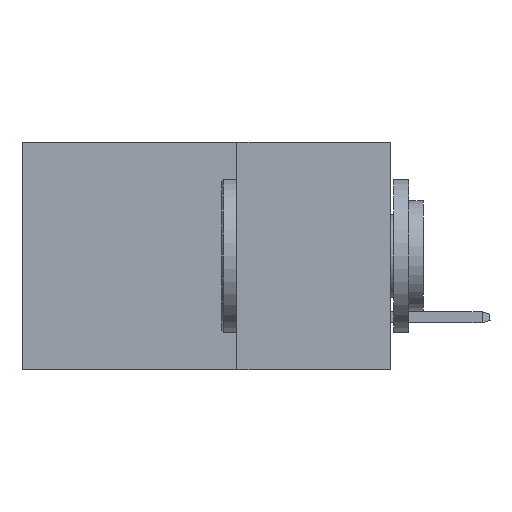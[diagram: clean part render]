
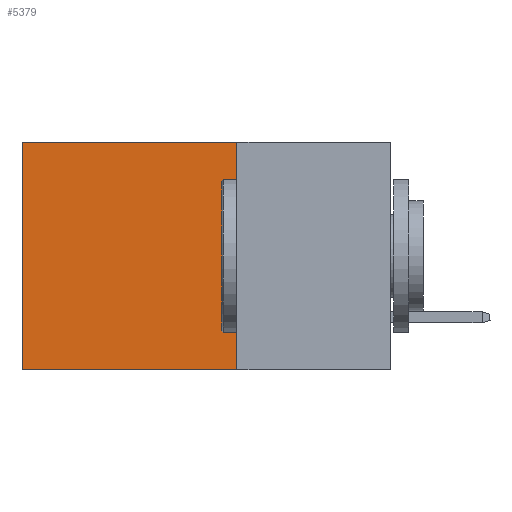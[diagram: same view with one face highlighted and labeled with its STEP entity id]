
A CAD part, left-side view. The second image highlights one B-rep face of the part: STEP entity #5379.
In plain terms, the highlighted planar face has unit normal (-1, 0, 0).
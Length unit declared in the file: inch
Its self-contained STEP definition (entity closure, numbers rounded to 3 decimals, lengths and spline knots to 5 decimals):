
#1405 = CARTESIAN_POINT ( 'NONE',  ( 0.2875, 0.25, 0. ) ) ;
#1452 = FACE_OUTER_BOUND ( 'NONE', #22489, .T. ) ;
#1563 = DIRECTION ( 'NONE',  ( 0., 1., 0. ) ) ;
#2095 = CARTESIAN_POINT ( 'NONE',  ( 0.2875, 0.25, 0. ) ) ;
#2182 = DIRECTION ( 'NONE',  ( 1., 0., 0. ) ) ;
#3788 = CARTESIAN_POINT ( 'NONE',  ( 0.2875, 0.25, -0.37 ) ) ;
#3921 = LINE ( 'NONE', #23432, #15425 ) ;
#4003 = VECTOR ( 'NONE', #18413, 39.37008 ) ;
#4638 = CARTESIAN_POINT ( 'NONE',  ( 0.2875, 0.25, -0.37 ) ) ;
#5003 = CARTESIAN_POINT ( 'NONE',  ( 0.2875, 0.6, 0. ) ) ;
#5379 = ADVANCED_FACE ( 'NONE', ( #1452 ), #23472, .F. ) ;
#6899 = VERTEX_POINT ( 'NONE', #7231 ) ;
#7231 = CARTESIAN_POINT ( 'NONE',  ( 0.2875, 0.6, -0.37 ) ) ;
#8154 = EDGE_CURVE ( 'NONE', #16421, #6899, #15707, .T. ) ;
#10725 = DIRECTION ( 'NONE',  ( 0., 0., -1. ) ) ;
#11282 = CARTESIAN_POINT ( 'NONE',  ( 0.2875, 0.6, 0. ) ) ;
#11852 = ORIENTED_EDGE ( 'NONE', *, *, #17555, .F. ) ;
#13468 = ORIENTED_EDGE ( 'NONE', *, *, #19557, .T. ) ;
#14657 = ORIENTED_EDGE ( 'NONE', *, *, #14904, .F. ) ;
#14904 = EDGE_CURVE ( 'NONE', #23781, #19774, #3921, .T. ) ;
#15425 = VECTOR ( 'NONE', #10725, 39.37008 ) ;
#15707 = LINE ( 'NONE', #11282, #19076 ) ;
#16421 = VERTEX_POINT ( 'NONE', #5003 ) ;
#17555 = EDGE_CURVE ( 'NONE', #19774, #6899, #21613, .T. ) ;
#18413 = DIRECTION ( 'NONE',  ( 0., 1., 0. ) ) ;
#19076 = VECTOR ( 'NONE', #26175, 39.37008 ) ;
#19557 = EDGE_CURVE ( 'NONE', #23781, #16421, #21526, .T. ) ;
#19774 = VERTEX_POINT ( 'NONE', #4638 ) ;
#21526 = LINE ( 'NONE', #1405, #4003 ) ;
#21613 = LINE ( 'NONE', #3788, #22593 ) ;
#22489 = EDGE_LOOP ( 'NONE', ( #27396, #11852, #14657, #13468 ) ) ;
#22593 = VECTOR ( 'NONE', #1563, 39.37008 ) ;
#22893 = CARTESIAN_POINT ( 'NONE',  ( 0.2875, 0.25, 0. ) ) ;
#23432 = CARTESIAN_POINT ( 'NONE',  ( 0.2875, 0.25, 0. ) ) ;
#23472 = PLANE ( 'NONE',  #24934 ) ;
#23781 = VERTEX_POINT ( 'NONE', #22893 ) ;
#24934 = AXIS2_PLACEMENT_3D ( 'NONE', #2095, #2182, #25321 ) ;
#25321 = DIRECTION ( 'NONE',  ( 0., 0., -1. ) ) ;
#26175 = DIRECTION ( 'NONE',  ( 0., 0., -1. ) ) ;
#27396 = ORIENTED_EDGE ( 'NONE', *, *, #8154, .T. ) ;
